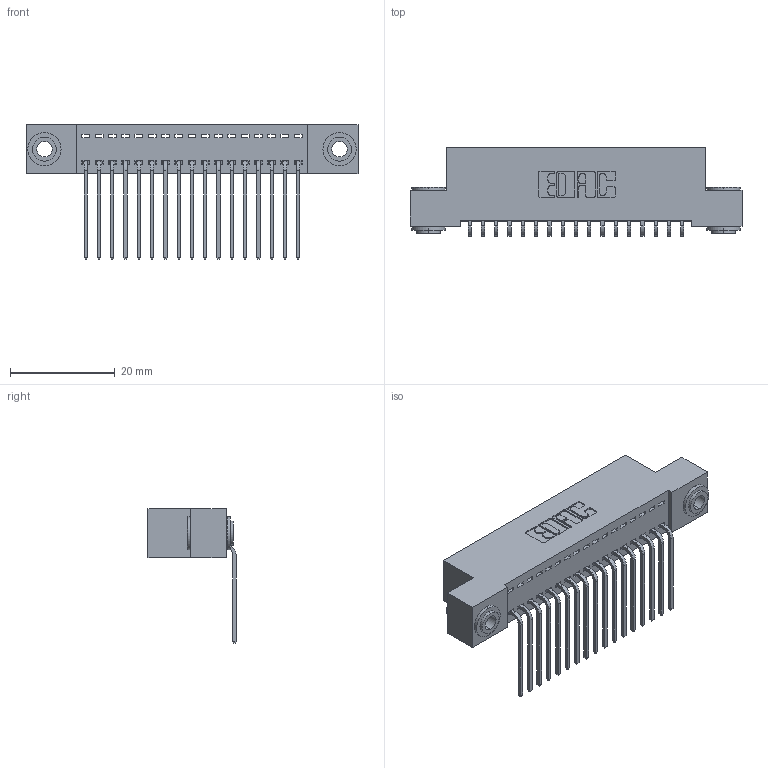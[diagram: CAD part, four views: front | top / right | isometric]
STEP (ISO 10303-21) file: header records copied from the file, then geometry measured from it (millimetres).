
FILE_DESCRIPTION (( 'STEP AP203' ), '1' );
FILE_NAME ('342-017-559-103.STEP', '2018-08-10T20:55:22', ( '' ), ( '' ), 'SwSTEP 2.0', 'SolidWorks 2016', '' );
FILE_SCHEMA (( 'CONFIG_CONTROL_DESIGN' ));
Length unit declared in the file: inch
Products named in the file (4): 345-292-001_558 559 Tail - 1; 342-250-002_345-250-002-102; 342-017-559-103; 342 Part_.156 TH
Assembly tree (20 placements, depth 2):
  342-017-559-103
    342 Part_.156 TH
    345-292-001_558 559 Tail - 1  x17
    342-250-002_345-250-002-102  x2
Bounding box: 63.5 x 16.83 x 25.78 mm (x, y, z)
Volume: 5555.1 mm3; surface area: 8238.4 mm2
Topology: 20 solids, 20 shells, 1168 faces, 3469 edges, 2286 vertices
Faces by surface type: plane 824, cylinder 336, cone 8
Entity records: 14228 total; most frequent: CARTESIAN_POINT 2436, ORIENTED_EDGE 2382, DIRECTION 2139, EDGE_CURVE 1191, LINE 1039, VECTOR 1039, VERTEX_POINT 790, AXIS2_PLACEMENT_3D 550
